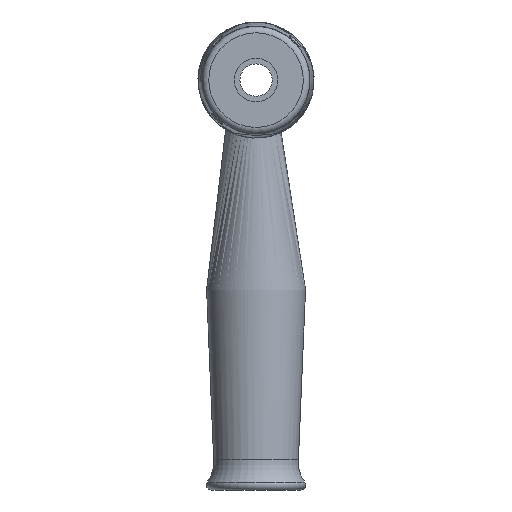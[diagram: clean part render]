
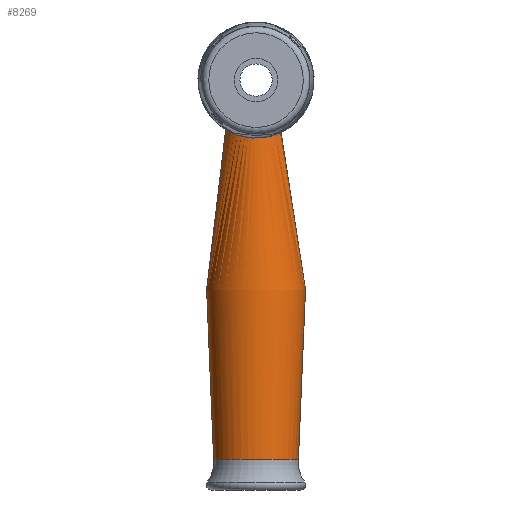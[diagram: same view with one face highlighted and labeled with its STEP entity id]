
A CAD part, left-side view. The second image highlights one B-rep face of the part: STEP entity #8269.
In plain terms, the highlighted toroidal (fillet/blend) face has major radius 519.083 mm and minor radius 534 mm.
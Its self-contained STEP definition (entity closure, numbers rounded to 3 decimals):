
#403=DEGENERATE_TOROIDAL_SURFACE('',#8940,519.083,534.,.F.);
#1542=B_SPLINE_CURVE_WITH_KNOTS('',3,(#21863,#21864,#21865,#21866,#21867,
#21868,#21869,#21870,#21871,#21872,#21873,#21874,#21875,#21876,#21877,#21878,
#21879,#21880,#21881,#21882,#21883,#21884,#21885,#21886,#21887,#21888,#21889,
#21890,#21891,#21892,#21893,#21894,#21895),.UNSPECIFIED.,.T.,.F.,(1,1,1,
1,1,1,1,1,1,1,1,1,1,1,1,1,1,1,1,1,1,1,1,1,1,1,1,1,1,1,1,1,1,1,1,1,1),(-0.008,
-0.005,-0.003,0.,0.005,
0.008,0.011,0.013,0.016,
0.019,0.021,0.024,0.027,
0.029,0.032,0.033,0.034,
0.037,0.04,0.042,0.048,
0.05,0.053,0.056,0.058,
0.064,0.066,0.069,0.072,
0.074,0.077,0.08,0.082,
0.085,0.09,0.093,0.095),
 .UNSPECIFIED.);
#3524=ORIENTED_EDGE('',*,*,#4639,.T.);
#3525=ORIENTED_EDGE('',*,*,#4640,.T.);
#4639=EDGE_CURVE('',#5436,#5436,#1542,.T.);
#4640=EDGE_CURVE('',#5437,#5437,#5550,.T.);
#5436=VERTEX_POINT('',#21896);
#5437=VERTEX_POINT('',#21898);
#5550=CIRCLE('',#8941,12.777);
#6461=EDGE_LOOP('',(#3524));
#6462=EDGE_LOOP('',(#3525));
#7457=FACE_BOUND('',#6461,.T.);
#7458=FACE_BOUND('',#6462,.T.);
#8269=ADVANCED_FACE('',(#7457,#7458),#403,.F.);
#8940=AXIS2_PLACEMENT_3D('',#21862,#10380,#10381);
#8941=AXIS2_PLACEMENT_3D('',#21897,#10382,#10383);
#10380=DIRECTION('',(1.,0.,0.));
#10381=DIRECTION('',(0.,0.,-1.));
#10382=DIRECTION('',(1.,0.,0.));
#10383=DIRECTION('',(0.,0.,-1.));
#21862=CARTESIAN_POINT('',(-66.5,-80.,0.));
#21863=CARTESIAN_POINT('',(-10.67,-86.567,-10.111));
#21864=CARTESIAN_POINT('',(-12.728,-88.98,-8.484));
#21865=CARTESIAN_POINT('',(-14.65,-90.965,-6.165));
#21866=CARTESIAN_POINT('',(-15.914,-92.23,-3.054));
#21867=CARTESIAN_POINT('',(-16.335,-92.643,-0.424));
#21868=CARTESIAN_POINT('',(-16.112,-92.425,2.243));
#21869=CARTESIAN_POINT('',(-15.315,-91.633,4.682));
#21870=CARTESIAN_POINT('',(-14.12,-90.418,6.75));
#21871=CARTESIAN_POINT('',(-12.706,-88.92,8.42));
#21872=CARTESIAN_POINT('',(-11.18,-87.187,9.745));
#21873=CARTESIAN_POINT('',(-9.675,-85.251,10.738));
#21874=CARTESIAN_POINT('',(-8.331,-83.046,11.424));
#21875=CARTESIAN_POINT('',(-7.678,-80.906,11.694));
#21876=CARTESIAN_POINT('',(-7.749,-79.092,11.665));
#21877=CARTESIAN_POINT('',(-8.18,-77.389,11.482));
#21878=CARTESIAN_POINT('',(-9.196,-75.448,11.003));
#21879=CARTESIAN_POINT('',(-10.681,-73.421,10.103));
#21880=CARTESIAN_POINT('',(-12.707,-71.044,8.501));
#21881=CARTESIAN_POINT('',(-14.632,-69.053,6.194));
#21882=CARTESIAN_POINT('',(-15.904,-67.781,3.09));
#21883=CARTESIAN_POINT('',(-16.333,-67.358,0.462));
#21884=CARTESIAN_POINT('',(-16.119,-67.568,-2.214));
#21885=CARTESIAN_POINT('',(-15.062,-68.619,-5.47));
#21886=CARTESIAN_POINT('',(-13.224,-70.494,-7.968));
#21887=CARTESIAN_POINT('',(-11.2,-72.788,-9.729));
#21888=CARTESIAN_POINT('',(-9.681,-74.74,-10.734));
#21889=CARTESIAN_POINT('',(-8.34,-76.936,-11.42));
#21890=CARTESIAN_POINT('',(-7.542,-79.525,-11.748));
#21891=CARTESIAN_POINT('',(-7.967,-82.23,-11.581));
#21892=CARTESIAN_POINT('',(-9.2,-84.55,-11.001));
#21893=CARTESIAN_POINT('',(-10.67,-86.567,-10.111));
#21894=CARTESIAN_POINT('',(-12.728,-88.98,-8.484));
#21895=CARTESIAN_POINT('',(-14.65,-90.965,-6.165));
#21896=CARTESIAN_POINT('',(-12.202,-88.341,-8.833));
#21897=CARTESIAN_POINT('',(-114.255,-80.,0.));
#21898=CARTESIAN_POINT('',(-114.255,-80.,-12.777));
